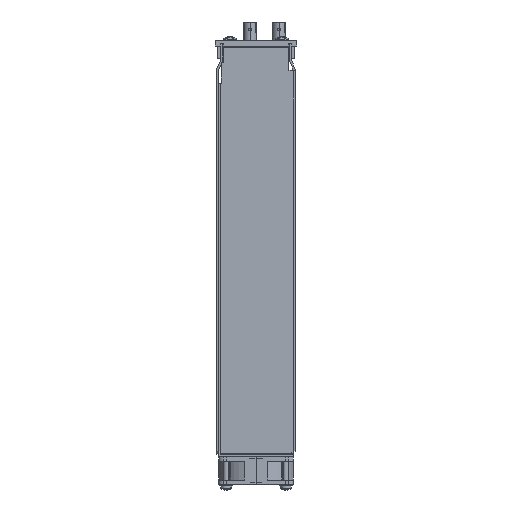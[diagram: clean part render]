
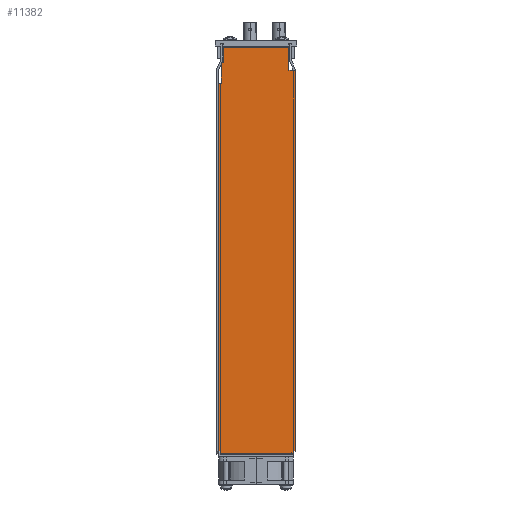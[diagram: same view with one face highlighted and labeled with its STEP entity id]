
A CAD part, left-side view. The second image highlights one B-rep face of the part: STEP entity #11382.
In plain terms, the highlighted face is planar.
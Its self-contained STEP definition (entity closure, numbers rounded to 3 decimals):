
#10575 = VERTEX_POINT ( 'NONE', #53270 ) ;
#10578 = EDGE_CURVE ( 'NONE', #10579, #10575, #53330, .T. ) ;
#10579 = VERTEX_POINT ( 'NONE', #53326 ) ;
#11058 = EDGE_CURVE ( 'NONE', #11059, #10579, #54024, .T. ) ;
#11059 = VERTEX_POINT ( 'NONE', #54015 ) ;
#11063 = EDGE_CURVE ( 'NONE', #11064, #11098, #54075, .T. ) ;
#11064 = VERTEX_POINT ( 'NONE', #54068 ) ;
#11073 = VERTEX_POINT ( 'NONE', #54053 ) ;
#11097 = EDGE_CURVE ( 'NONE', #11098, #11073, #54082, .T. ) ;
#11098 = VERTEX_POINT ( 'NONE', #54136 ) ;
#11126 = EDGE_CURVE ( 'NONE', #11127, #11064, #54157, .T. ) ;
#11127 = VERTEX_POINT ( 'NONE', #54153 ) ;
#11137 = EDGE_CURVE ( 'NONE', #11138, #11127, #54200, .T. ) ;
#11138 = VERTEX_POINT ( 'NONE', #54196 ) ;
#11171 = EDGE_CURVE ( 'NONE', #11073, #11059, #54206, .T. ) ;
#11174 = EDGE_CURVE ( 'NONE', #11175, #11185, #54258, .T. ) ;
#11175 = VERTEX_POINT ( 'NONE', #54254 ) ;
#11184 = EDGE_CURVE ( 'NONE', #11185, #11138, #54238, .T. ) ;
#11185 = VERTEX_POINT ( 'NONE', #54297 ) ;
#11224 = EDGE_CURVE ( 'NONE', #11225, #11291, #54360, .T. ) ;
#11225 = VERTEX_POINT ( 'NONE', #54353 ) ;
#11231 = EDGE_CURVE ( 'NONE', #11232, #11239, #54343, .T. ) ;
#11232 = VERTEX_POINT ( 'NONE', #54339 ) ;
#11238 = EDGE_CURVE ( 'NONE', #11239, #11175, #54390, .T. ) ;
#11239 = VERTEX_POINT ( 'NONE', #54386 ) ;
#11290 = EDGE_CURVE ( 'NONE', #11291, #11232, #54440, .T. ) ;
#11291 = VERTEX_POINT ( 'NONE', #54436 ) ;
#11299 = EDGE_LOOP ( 'NONE', ( #11300, #11337, #11338, #11339, #11340, #11366, #11367, #11368, #11369, #11370, #11371, #11372, #11373, #11374 ) ) ;
#11300 = ORIENTED_EDGE ( 'NONE', *, *, #11137, .T. ) ;
#11337 = ORIENTED_EDGE ( 'NONE', *, *, #11126, .T. ) ;
#11338 = ORIENTED_EDGE ( 'NONE', *, *, #11063, .T. ) ;
#11339 = ORIENTED_EDGE ( 'NONE', *, *, #11097, .T. ) ;
#11340 = ORIENTED_EDGE ( 'NONE', *, *, #11171, .T. ) ;
#11366 = ORIENTED_EDGE ( 'NONE', *, *, #11058, .T. ) ;
#11367 = ORIENTED_EDGE ( 'NONE', *, *, #10578, .T. ) ;
#11368 = ORIENTED_EDGE ( 'NONE', *, *, #11376, .T. ) ;
#11369 = ORIENTED_EDGE ( 'NONE', *, *, #11224, .T. ) ;
#11370 = ORIENTED_EDGE ( 'NONE', *, *, #11290, .T. ) ;
#11371 = ORIENTED_EDGE ( 'NONE', *, *, #11231, .T. ) ;
#11372 = ORIENTED_EDGE ( 'NONE', *, *, #11238, .T. ) ;
#11373 = ORIENTED_EDGE ( 'NONE', *, *, #11174, .T. ) ;
#11374 = ORIENTED_EDGE ( 'NONE', *, *, #11184, .T. ) ;
#11376 = EDGE_CURVE ( 'NONE', #10575, #11225, #54549, .T. ) ;
#11382 = ADVANCED_FACE ( 'NONE', ( #54541 ), #54539, .F. ) ;
#53270 = CARTESIAN_POINT ( 'NONE',  ( 448., 219., 0.012 ) ) ;
#53326 = CARTESIAN_POINT ( 'NONE',  ( 448., 219., -0.988 ) ) ;
#53327 = DIRECTION ( 'NONE',  ( 0., 0., 1. ) ) ;
#53328 = VECTOR ( 'NONE', #53327, 1000. ) ;
#53329 = CARTESIAN_POINT ( 'NONE',  ( 448., 219., -0.988 ) ) ;
#53330 = LINE ( 'NONE', #53329, #53328 ) ;
#54015 = CARTESIAN_POINT ( 'NONE',  ( 448., 221., -0.988 ) ) ;
#54016 = DIRECTION ( 'NONE',  ( 0., -1., 0. ) ) ;
#54017 = VECTOR ( 'NONE', #54016, 1000. ) ;
#54018 = CARTESIAN_POINT ( 'NONE',  ( 448., 219., -0.988 ) ) ;
#54024 = LINE ( 'NONE', #54018, #54017 ) ;
#54053 = CARTESIAN_POINT ( 'NONE',  ( 448., 221., -40.588 ) ) ;
#54068 = CARTESIAN_POINT ( 'NONE',  ( 448., 219., -41.588 ) ) ;
#54069 = DIRECTION ( 'NONE',  ( 0., 0., 1. ) ) ;
#54070 = VECTOR ( 'NONE', #54069, 1000. ) ;
#54071 = CARTESIAN_POINT ( 'NONE',  ( 448., 219., -41.588 ) ) ;
#54075 = LINE ( 'NONE', #54071, #54070 ) ;
#54082 = LINE ( 'NONE', #54139, #54138 ) ;
#54136 = CARTESIAN_POINT ( 'NONE',  ( 448., 219., -40.588 ) ) ;
#54137 = DIRECTION ( 'NONE',  ( 0., 1., 0. ) ) ;
#54138 = VECTOR ( 'NONE', #54137, 1000. ) ;
#54139 = CARTESIAN_POINT ( 'NONE',  ( 448., 219., -40.588 ) ) ;
#54153 = CARTESIAN_POINT ( 'NONE',  ( 448., 21., -41.588 ) ) ;
#54154 = DIRECTION ( 'NONE',  ( 0., 1., 0. ) ) ;
#54155 = VECTOR ( 'NONE', #54154, 1000. ) ;
#54156 = CARTESIAN_POINT ( 'NONE',  ( 448., 21., -41.588 ) ) ;
#54157 = LINE ( 'NONE', #54156, #54155 ) ;
#54196 = CARTESIAN_POINT ( 'NONE',  ( 448., 21., -39.988 ) ) ;
#54197 = DIRECTION ( 'NONE',  ( 0., 0., -1. ) ) ;
#54198 = VECTOR ( 'NONE', #54197, 1000. ) ;
#54199 = CARTESIAN_POINT ( 'NONE',  ( 448., 21., -41.588 ) ) ;
#54200 = LINE ( 'NONE', #54199, #54198 ) ;
#54206 = LINE ( 'NONE', #54265, #54264 ) ;
#54238 = LINE ( 'NONE', #54300, #54299 ) ;
#54254 = CARTESIAN_POINT ( 'NONE',  ( 448., 9.763, -38.972 ) ) ;
#54255 = DIRECTION ( 'NONE',  ( 0., 0., -1. ) ) ;
#54256 = VECTOR ( 'NONE', #54255, 1000. ) ;
#54257 = CARTESIAN_POINT ( 'NONE',  ( 448., 9.763, -39.988 ) ) ;
#54258 = LINE ( 'NONE', #54257, #54256 ) ;
#54263 = DIRECTION ( 'NONE',  ( 0., 0., 1. ) ) ;
#54264 = VECTOR ( 'NONE', #54263, 1000. ) ;
#54265 = CARTESIAN_POINT ( 'NONE',  ( 448., 221., -40.588 ) ) ;
#54297 = CARTESIAN_POINT ( 'NONE',  ( 448., 9.763, -39.988 ) ) ;
#54298 = DIRECTION ( 'NONE',  ( 0., 1., 0. ) ) ;
#54299 = VECTOR ( 'NONE', #54298, 1000. ) ;
#54300 = CARTESIAN_POINT ( 'NONE',  ( 448., 9.763, -39.988 ) ) ;
#54339 = CARTESIAN_POINT ( 'NONE',  ( 448., 1., -3.544 ) ) ;
#54340 = DIRECTION ( 'NONE',  ( 0., 0., -1. ) ) ;
#54341 = VECTOR ( 'NONE', #54340, 1000. ) ;
#54342 = CARTESIAN_POINT ( 'NONE',  ( 448., 1., -38.972 ) ) ;
#54343 = LINE ( 'NONE', #54342, #54341 ) ;
#54353 = CARTESIAN_POINT ( 'NONE',  ( 448., 13.97, 0. ) ) ;
#54354 = DIRECTION ( 'NONE',  ( 0., 0., -1. ) ) ;
#54355 = VECTOR ( 'NONE', #54354, 1000. ) ;
#54356 = CARTESIAN_POINT ( 'NONE',  ( 448., 13.97, 0. ) ) ;
#54360 = LINE ( 'NONE', #54356, #54355 ) ;
#54386 = CARTESIAN_POINT ( 'NONE',  ( 448., 1., -38.972 ) ) ;
#54387 = DIRECTION ( 'NONE',  ( 0., 1., 0. ) ) ;
#54388 = VECTOR ( 'NONE', #54387, 1000. ) ;
#54389 = CARTESIAN_POINT ( 'NONE',  ( 448., 1., -38.972 ) ) ;
#54390 = LINE ( 'NONE', #54389, #54388 ) ;
#54436 = CARTESIAN_POINT ( 'NONE',  ( 448., 13.97, -3.544 ) ) ;
#54437 = DIRECTION ( 'NONE',  ( 0., -1., 0. ) ) ;
#54438 = VECTOR ( 'NONE', #54437, 1000. ) ;
#54439 = CARTESIAN_POINT ( 'NONE',  ( 448., 1., -3.544 ) ) ;
#54440 = LINE ( 'NONE', #54439, #54438 ) ;
#54535 = DIRECTION ( 'NONE',  ( 0., 0., -1. ) ) ;
#54536 = DIRECTION ( 'NONE',  ( -1., 0., 0. ) ) ;
#54537 = CARTESIAN_POINT ( 'NONE',  ( 448., 221., -0.988 ) ) ;
#54538 = AXIS2_PLACEMENT_3D ( 'NONE', #54537, #54536, #54535 ) ;
#54539 = PLANE ( 'NONE',  #54538 ) ;
#54541 = FACE_OUTER_BOUND ( 'NONE', #11299, .T. ) ;
#54546 = DIRECTION ( 'NONE',  ( 0., -1., 0. ) ) ;
#54547 = VECTOR ( 'NONE', #54546, 1000. ) ;
#54548 = CARTESIAN_POINT ( 'NONE',  ( 448., 13.97, 0. ) ) ;
#54549 = LINE ( 'NONE', #54548, #54547 ) ;
